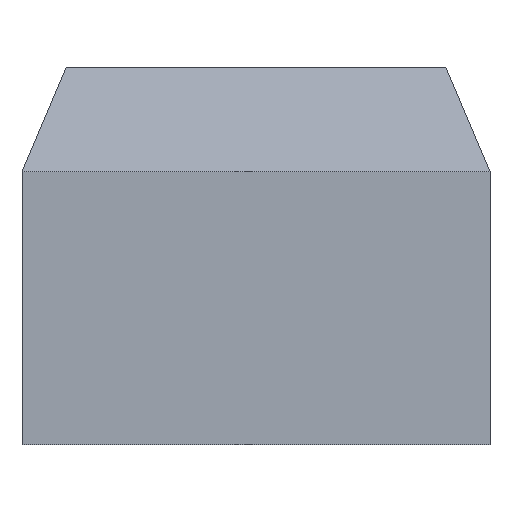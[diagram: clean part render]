
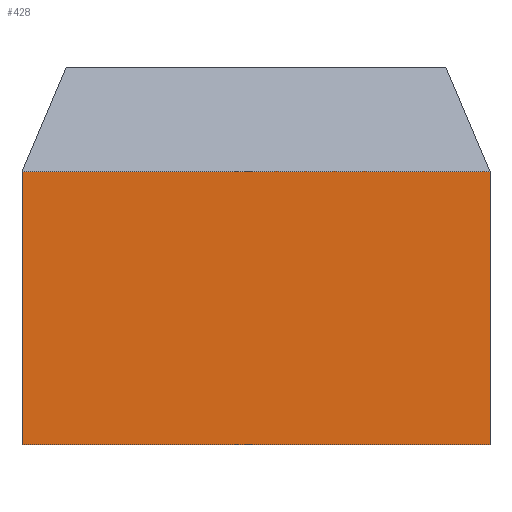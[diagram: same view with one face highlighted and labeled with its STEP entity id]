
A CAD part, front view. The second image highlights one B-rep face of the part: STEP entity #428.
In plain terms, the highlighted planar face has unit normal (0, -1, 0).
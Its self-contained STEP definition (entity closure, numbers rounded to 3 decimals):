
#91 = VERTEX_POINT('',#92);
#92 = CARTESIAN_POINT('',(9.,-2.5,0.));
#145 = VERTEX_POINT('',#146);
#146 = CARTESIAN_POINT('',(-9.,-2.5,0.));
#168 = EDGE_CURVE('',#145,#169,#171,.T.);
#169 = VERTEX_POINT('',#170);
#170 = CARTESIAN_POINT('',(-9.,-2.5,-10.5));
#171 = LINE('',#172,#173);
#172 = CARTESIAN_POINT('',(-9.,-2.5,0.));
#173 = VECTOR('',#174,1.);
#174 = DIRECTION('',(0.,0.,-1.));
#258 = VERTEX_POINT('',#259);
#259 = CARTESIAN_POINT('',(9.,-2.5,-10.5));
#265 = EDGE_CURVE('',#91,#258,#266,.T.);
#266 = LINE('',#267,#268);
#267 = CARTESIAN_POINT('',(9.,-2.5,0.));
#268 = VECTOR('',#269,1.);
#269 = DIRECTION('',(0.,0.,-1.));
#312 = EDGE_CURVE('',#91,#145,#313,.T.);
#313 = LINE('',#314,#315);
#314 = CARTESIAN_POINT('',(9.,-2.5,0.));
#315 = VECTOR('',#316,1.);
#316 = DIRECTION('',(-1.,0.,0.));
#403 = EDGE_CURVE('',#258,#169,#404,.T.);
#404 = LINE('',#405,#406);
#405 = CARTESIAN_POINT('',(9.,-2.5,-10.5));
#406 = VECTOR('',#407,1.);
#407 = DIRECTION('',(-1.,0.,0.));
#428 = ADVANCED_FACE('',(#429),#435,.F.);
#429 = FACE_BOUND('',#430,.F.);
#430 = EDGE_LOOP('',(#431,#432,#433,#434));
#431 = ORIENTED_EDGE('',*,*,#265,.T.);
#432 = ORIENTED_EDGE('',*,*,#403,.T.);
#433 = ORIENTED_EDGE('',*,*,#168,.F.);
#434 = ORIENTED_EDGE('',*,*,#312,.F.);
#435 = PLANE('',#436);
#436 = AXIS2_PLACEMENT_3D('',#437,#438,#439);
#437 = CARTESIAN_POINT('',(9.,-2.5,0.));
#438 = DIRECTION('',(0.,1.,0.));
#439 = DIRECTION('',(-1.,0.,0.));
